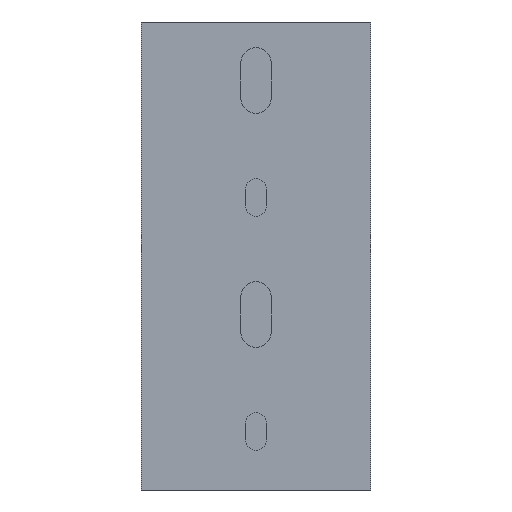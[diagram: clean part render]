
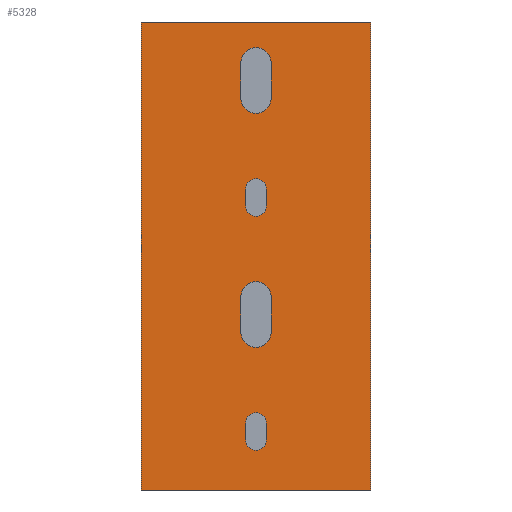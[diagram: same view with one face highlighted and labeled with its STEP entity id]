
A CAD part, front view. The second image highlights one B-rep face of the part: STEP entity #5328.
In plain terms, the highlighted planar face has unit normal (0, -1, 0).
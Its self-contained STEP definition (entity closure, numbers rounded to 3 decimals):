
#418=DIRECTION('',(-1.,0.,0.));
#419=VECTOR('',#418,49.);
#420=CARTESIAN_POINT('',(24.5,0.,100.));
#421=LINE('',#420,#419);
#786=DIRECTION('',(-1.,0.,0.));
#787=VECTOR('',#786,49.);
#788=CARTESIAN_POINT('',(24.5,0.,0.));
#789=LINE('',#788,#787);
#790=DIRECTION('',(0.,0.,1.));
#791=VECTOR('',#790,100.);
#792=CARTESIAN_POINT('',(-24.5,0.,0.));
#793=LINE('',#792,#791);
#794=CARTESIAN_POINT('',(0.,0.,91.25));
#795=DIRECTION('',(0.,1.,0.));
#796=DIRECTION('',(-1.,0.,0.));
#797=AXIS2_PLACEMENT_3D('',#794,#795,#796);
#799=DIRECTION('',(0.,0.,1.));
#800=VECTOR('',#799,7.5);
#801=CARTESIAN_POINT('',(-3.25,0.,83.75));
#802=LINE('',#801,#800);
#803=CARTESIAN_POINT('',(0.,0.,83.75));
#804=DIRECTION('',(0.,1.,0.));
#805=DIRECTION('',(1.,0.,0.));
#806=AXIS2_PLACEMENT_3D('',#803,#804,#805);
#808=DIRECTION('',(0.,0.,-1.));
#809=VECTOR('',#808,7.5);
#810=CARTESIAN_POINT('',(3.25,0.,91.25));
#811=LINE('',#810,#809);
#812=CARTESIAN_POINT('',(0.,0.,64.25));
#813=DIRECTION('',(0.,1.,0.));
#814=DIRECTION('',(-1.,0.,0.));
#815=AXIS2_PLACEMENT_3D('',#812,#813,#814);
#817=DIRECTION('',(0.,0.,1.));
#818=VECTOR('',#817,3.5);
#819=CARTESIAN_POINT('',(-2.25,0.,60.75));
#820=LINE('',#819,#818);
#821=CARTESIAN_POINT('',(0.,0.,60.75));
#822=DIRECTION('',(0.,1.,0.));
#823=DIRECTION('',(1.,0.,0.));
#824=AXIS2_PLACEMENT_3D('',#821,#822,#823);
#826=DIRECTION('',(0.,0.,-1.));
#827=VECTOR('',#826,3.5);
#828=CARTESIAN_POINT('',(2.25,0.,64.25));
#829=LINE('',#828,#827);
#830=CARTESIAN_POINT('',(0.,0.,41.25));
#831=DIRECTION('',(0.,1.,0.));
#832=DIRECTION('',(-1.,0.,0.));
#833=AXIS2_PLACEMENT_3D('',#830,#831,#832);
#835=DIRECTION('',(0.,0.,1.));
#836=VECTOR('',#835,7.5);
#837=CARTESIAN_POINT('',(-3.25,0.,33.75));
#838=LINE('',#837,#836);
#839=CARTESIAN_POINT('',(0.,0.,33.75));
#840=DIRECTION('',(0.,1.,0.));
#841=DIRECTION('',(1.,0.,0.));
#842=AXIS2_PLACEMENT_3D('',#839,#840,#841);
#844=DIRECTION('',(0.,0.,-1.));
#845=VECTOR('',#844,7.5);
#846=CARTESIAN_POINT('',(3.25,0.,41.25));
#847=LINE('',#846,#845);
#848=CARTESIAN_POINT('',(0.,0.,14.25));
#849=DIRECTION('',(0.,1.,0.));
#850=DIRECTION('',(-1.,0.,0.));
#851=AXIS2_PLACEMENT_3D('',#848,#849,#850);
#853=DIRECTION('',(0.,0.,1.));
#854=VECTOR('',#853,3.5);
#855=CARTESIAN_POINT('',(-2.25,0.,10.75));
#856=LINE('',#855,#854);
#857=CARTESIAN_POINT('',(0.,0.,10.75));
#858=DIRECTION('',(0.,1.,0.));
#859=DIRECTION('',(1.,0.,0.));
#860=AXIS2_PLACEMENT_3D('',#857,#858,#859);
#862=DIRECTION('',(0.,0.,-1.));
#863=VECTOR('',#862,3.5);
#864=CARTESIAN_POINT('',(2.25,0.,14.25));
#865=LINE('',#864,#863);
#874=DIRECTION('',(0.,0.,1.));
#875=VECTOR('',#874,100.);
#876=CARTESIAN_POINT('',(24.5,0.,0.));
#877=LINE('',#876,#875);
#4002=CARTESIAN_POINT('',(-3.25,0.,91.25));
#4003=CARTESIAN_POINT('',(3.25,0.,91.25));
#4004=VERTEX_POINT('',#4002);
#4005=VERTEX_POINT('',#4003);
#4006=CARTESIAN_POINT('',(3.25,0.,83.75));
#4007=VERTEX_POINT('',#4006);
#4008=CARTESIAN_POINT('',(-3.25,0.,83.75));
#4009=VERTEX_POINT('',#4008);
#4010=CARTESIAN_POINT('',(-2.25,0.,64.25));
#4011=CARTESIAN_POINT('',(2.25,0.,64.25));
#4012=VERTEX_POINT('',#4010);
#4013=VERTEX_POINT('',#4011);
#4014=CARTESIAN_POINT('',(2.25,0.,60.75));
#4015=VERTEX_POINT('',#4014);
#4016=CARTESIAN_POINT('',(-2.25,0.,60.75));
#4017=VERTEX_POINT('',#4016);
#4034=CARTESIAN_POINT('',(-3.25,0.,41.25));
#4035=CARTESIAN_POINT('',(3.25,0.,41.25));
#4036=VERTEX_POINT('',#4034);
#4037=VERTEX_POINT('',#4035);
#4038=CARTESIAN_POINT('',(3.25,0.,33.75));
#4039=VERTEX_POINT('',#4038);
#4040=CARTESIAN_POINT('',(-3.25,0.,33.75));
#4041=VERTEX_POINT('',#4040);
#4042=CARTESIAN_POINT('',(-2.25,0.,14.25));
#4043=CARTESIAN_POINT('',(2.25,0.,14.25));
#4044=VERTEX_POINT('',#4042);
#4045=VERTEX_POINT('',#4043);
#4046=CARTESIAN_POINT('',(2.25,0.,10.75));
#4047=VERTEX_POINT('',#4046);
#4048=CARTESIAN_POINT('',(-2.25,0.,10.75));
#4049=VERTEX_POINT('',#4048);
#4066=CARTESIAN_POINT('',(-24.5,0.,0.));
#4067=CARTESIAN_POINT('',(-24.5,0.,100.));
#4068=VERTEX_POINT('',#4066);
#4069=VERTEX_POINT('',#4067);
#4070=CARTESIAN_POINT('',(24.5,0.,0.));
#4071=CARTESIAN_POINT('',(24.5,0.,100.));
#4072=VERTEX_POINT('',#4070);
#4073=VERTEX_POINT('',#4071);
#5276=CARTESIAN_POINT('',(-20.5,0.,0.));
#5277=DIRECTION('',(0.,-1.,0.));
#5278=DIRECTION('',(1.,0.,0.));
#5279=AXIS2_PLACEMENT_3D('',#5276,#5277,#5278);
#5280=PLANE('',#5279);
#5281=ORIENTED_EDGE('',*,*,#4800,.F.);
#5283=ORIENTED_EDGE('',*,*,#5282,.F.);
#5284=ORIENTED_EDGE('',*,*,#4415,.T.);
#5286=ORIENTED_EDGE('',*,*,#5285,.T.);
#5287=EDGE_LOOP('',(#5281,#5283,#5284,#5286));
#5288=FACE_OUTER_BOUND('',#5287,.F.);
#5289=ORIENTED_EDGE('',*,*,#5266,.F.);
#5291=ORIENTED_EDGE('',*,*,#5290,.F.);
#5293=ORIENTED_EDGE('',*,*,#5292,.F.);
#5295=ORIENTED_EDGE('',*,*,#5294,.F.);
#5296=EDGE_LOOP('',(#5289,#5291,#5293,#5295));
#5297=FACE_BOUND('',#5296,.F.);
#5299=ORIENTED_EDGE('',*,*,#5298,.F.);
#5301=ORIENTED_EDGE('',*,*,#5300,.F.);
#5303=ORIENTED_EDGE('',*,*,#5302,.F.);
#5305=ORIENTED_EDGE('',*,*,#5304,.F.);
#5306=EDGE_LOOP('',(#5299,#5301,#5303,#5305));
#5307=FACE_BOUND('',#5306,.F.);
#5309=ORIENTED_EDGE('',*,*,#5308,.F.);
#5311=ORIENTED_EDGE('',*,*,#5310,.F.);
#5313=ORIENTED_EDGE('',*,*,#5312,.F.);
#5315=ORIENTED_EDGE('',*,*,#5314,.F.);
#5316=EDGE_LOOP('',(#5309,#5311,#5313,#5315));
#5317=FACE_BOUND('',#5316,.F.);
#5319=ORIENTED_EDGE('',*,*,#5318,.F.);
#5321=ORIENTED_EDGE('',*,*,#5320,.F.);
#5323=ORIENTED_EDGE('',*,*,#5322,.F.);
#5325=ORIENTED_EDGE('',*,*,#5324,.F.);
#5326=EDGE_LOOP('',(#5319,#5321,#5323,#5325));
#5327=FACE_BOUND('',#5326,.F.);
#798=CIRCLE('',#797,3.25);
#807=CIRCLE('',#806,3.25);
#816=CIRCLE('',#815,2.25);
#825=CIRCLE('',#824,2.25);
#834=CIRCLE('',#833,3.25);
#843=CIRCLE('',#842,3.25);
#852=CIRCLE('',#851,2.25);
#861=CIRCLE('',#860,2.25);
#4415=EDGE_CURVE('',#4072,#4068,#789,.T.);
#4800=EDGE_CURVE('',#4073,#4069,#421,.T.);
#5266=EDGE_CURVE('',#4004,#4005,#798,.T.);
#5282=EDGE_CURVE('',#4072,#4073,#877,.T.);
#5285=EDGE_CURVE('',#4068,#4069,#793,.T.);
#5290=EDGE_CURVE('',#4009,#4004,#802,.T.);
#5292=EDGE_CURVE('',#4007,#4009,#807,.T.);
#5294=EDGE_CURVE('',#4005,#4007,#811,.T.);
#5298=EDGE_CURVE('',#4012,#4013,#816,.T.);
#5300=EDGE_CURVE('',#4017,#4012,#820,.T.);
#5302=EDGE_CURVE('',#4015,#4017,#825,.T.);
#5304=EDGE_CURVE('',#4013,#4015,#829,.T.);
#5308=EDGE_CURVE('',#4036,#4037,#834,.T.);
#5310=EDGE_CURVE('',#4041,#4036,#838,.T.);
#5312=EDGE_CURVE('',#4039,#4041,#843,.T.);
#5314=EDGE_CURVE('',#4037,#4039,#847,.T.);
#5318=EDGE_CURVE('',#4044,#4045,#852,.T.);
#5320=EDGE_CURVE('',#4049,#4044,#856,.T.);
#5322=EDGE_CURVE('',#4047,#4049,#861,.T.);
#5324=EDGE_CURVE('',#4045,#4047,#865,.T.);
#5328=ADVANCED_FACE('',(#5288,#5297,#5307,#5317,#5327),#5280,.T.);
